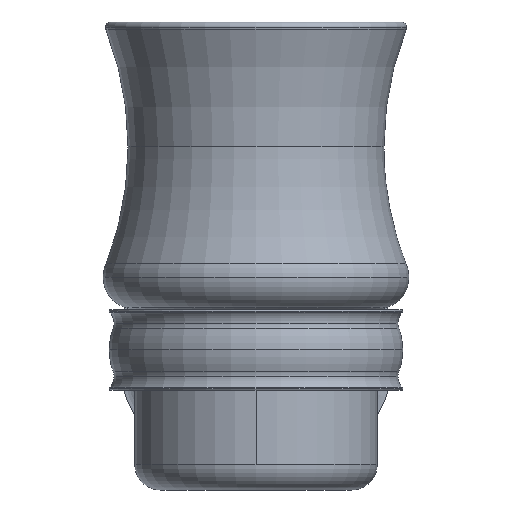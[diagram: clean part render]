
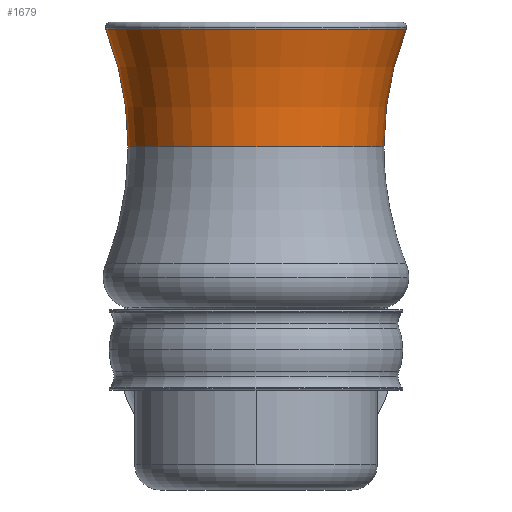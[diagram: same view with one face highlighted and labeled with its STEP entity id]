
A CAD part, front view. The second image highlights one B-rep face of the part: STEP entity #1679.
In plain terms, the highlighted toroidal (fillet/blend) face has major radius 105.827 mm and minor radius 75.754 mm.
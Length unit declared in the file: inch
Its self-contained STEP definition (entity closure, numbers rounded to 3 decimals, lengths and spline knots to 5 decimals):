
#1097=CARTESIAN_POINT('',(4.16642,-2.3362,1.46427));
#1098=DIRECTION('',(0.,-1.,0.));
#1099=DIRECTION('',(-0.931,0.,0.365));
#1100=AXIS2_PLACEMENT_3D('',#1097,#1098,#1099);
#1112=CARTESIAN_POINT('',(-4.16642,-2.3362,1.46427));
#1113=DIRECTION('',(0.,-1.,0.));
#1114=DIRECTION('',(1.,0.,0.));
#1115=AXIS2_PLACEMENT_3D('',#1112,#1113,#1114);
#1117=CARTESIAN_POINT('',(0.,-2.3362,2.55348));
#1118=DIRECTION('',(0.,0.,-1.));
#1119=DIRECTION('',(1.,0.,0.));
#1120=AXIS2_PLACEMENT_3D('',#1117,#1118,#1119);
#1122=CARTESIAN_POINT('',(0.,-2.3362,1.46427));
#1123=DIRECTION('',(0.,0.,-1.));
#1124=DIRECTION('',(1.,0.,0.));
#1125=AXIS2_PLACEMENT_3D('',#1122,#1123,#1124);
#1385=CARTESIAN_POINT('',(-1.39001,-2.3362,2.55348));
#1386=VERTEX_POINT('',#1385);
#1389=CARTESIAN_POINT('',(1.39001,-2.3362,2.55348));
#1390=VERTEX_POINT('',#1389);
#1391=CARTESIAN_POINT('',(1.184,-2.3362,1.46427));
#1392=CARTESIAN_POINT('',(-1.184,-2.3362,1.46427));
#1393=VERTEX_POINT('',#1391);
#1394=VERTEX_POINT('',#1392);
#1666=CARTESIAN_POINT('',(0.,-2.3362,1.46427));
#1667=DIRECTION('',(0.,0.,-1.));
#1668=DIRECTION('',(-1.,0.,0.));
#1669=AXIS2_PLACEMENT_3D('',#1666,#1667,#1668);
#1670=TOROIDAL_SURFACE('',#1669,4.16642,2.98242);
#1672=ORIENTED_EDGE('',*,*,#1671,.T.);
#1673=ORIENTED_EDGE('',*,*,#1661,.T.);
#1675=ORIENTED_EDGE('',*,*,#1674,.F.);
#1676=ORIENTED_EDGE('',*,*,#1655,.T.);
#1677=EDGE_LOOP('',(#1672,#1673,#1675,#1676));
#1678=FACE_OUTER_BOUND('',#1677,.F.);
#1679=ADVANCED_FACE('',(#1678),#1670,.F.);
#1101=CIRCLE('',#1100,2.98242);
#1116=CIRCLE('',#1115,2.98242);
#1121=CIRCLE('',#1120,1.39001);
#1126=CIRCLE('',#1125,1.184);
#1655=EDGE_CURVE('',#1390,#1393,#1101,.T.);
#1661=EDGE_CURVE('',#1394,#1386,#1116,.T.);
#1671=EDGE_CURVE('',#1393,#1394,#1126,.T.);
#1674=EDGE_CURVE('',#1390,#1386,#1121,.T.);
